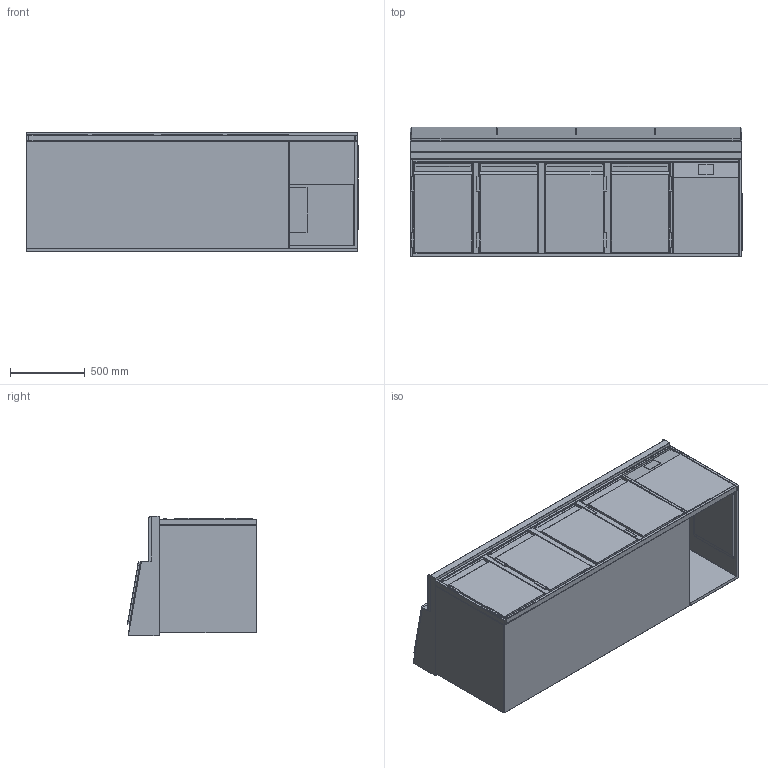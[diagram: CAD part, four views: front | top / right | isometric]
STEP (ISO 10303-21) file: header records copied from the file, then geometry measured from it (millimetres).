
FILE_DESCRIPTION (( 'STEP AP214' ), '1' );
FILE_NAME ('BLUZ-4-65-R-4T-V03_51.step', '2026-02-26T08:03:12', ( '' ), ( '' ), 'SwSTEP 2.0', 'SolidWorks 2023', '' );
FILE_SCHEMA (( 'AUTOMOTIVE_DESIGN' ));
Length unit declared in the file: millimetre
Products named in the file (12): 20-03-43331_G-KT-Auflage-400-660-Ohne-Rost; 20-03-43319_G-BL-Einbauelement-Tür-400-660-650-R; 18-06-35404_TUER-385-595-R; 23-10-54633_G-BL-Korpus-1760-760-650-R; BLUZ-4-65-R-4T-V03_51; 24-02-55011_G-BL-Fach-Z-R-460-760-650; 23-10-54635_Oberplatte-2220-BLU; 20-03-43319_G-BL-Einbauelement-Tür-400-660-650-L; 20-03-43331_G-KT-Auflage-400-660-mit-Rost; 21-01-47515_G-BL-FRR-650-2220--1760B-460; 18-06-35404_TUER-385-595-L; 20-03-43318_G-KT-Rahmen-Tür-400-650
Assembly tree (16 placements, depth 3):
  BLUZ-4-65-R-4T-V03_51
    23-10-54633_G-BL-Korpus-1760-760-650-R
    21-01-47515_G-BL-FRR-650-2220--1760B-460
    24-02-55011_G-BL-Fach-Z-R-460-760-650
    20-03-43319_G-BL-Einbauelement-Tür-400-660-650-L  x2
      20-03-43318_G-KT-Rahmen-Tür-400-650
      18-06-35404_TUER-385-595-L
      20-03-43331_G-KT-Auflage-400-660-Ohne-Rost
      20-03-43331_G-KT-Auflage-400-660-mit-Rost
    20-03-43319_G-BL-Einbauelement-Tür-400-660-650-R  x2
      20-03-43318_G-KT-Rahmen-Tür-400-650
      18-06-35404_TUER-385-595-R
      20-03-43331_G-KT-Auflage-400-660-Ohne-Rost
      20-03-43331_G-KT-Auflage-400-660-mit-Rost
    23-10-54635_Oberplatte-2220-BLU
Bounding box: 2221 x 864.26 x 800 mm (x, y, z)
Volume: 320330098.7 mm3; surface area: 25936264.9 mm2
Topology: 53 solids, 53 shells, 3174 faces, 8428 edges, 5294 vertices
Faces by surface type: cylinder 1994, plane 956, sphere 98, torus 66, bspline 60
Entity records: 40932 total; most frequent: CARTESIAN_POINT 7737, DIRECTION 7095, ORIENTED_EDGE 6526, EDGE_CURVE 3263, AXIS2_PLACEMENT_3D 2644, VERTEX_POINT 2034, VECTOR 1807, LINE 1807
